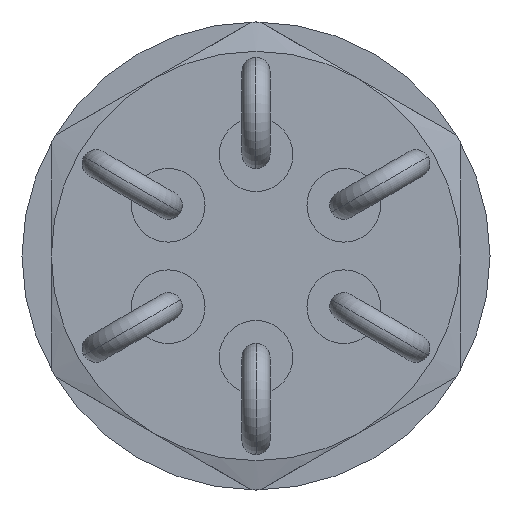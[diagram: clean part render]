
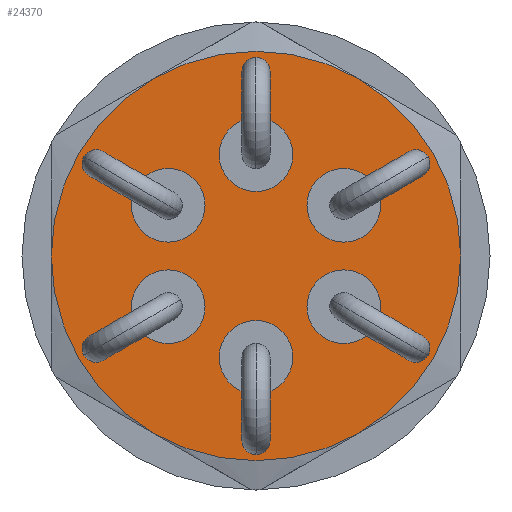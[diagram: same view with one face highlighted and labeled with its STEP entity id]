
A CAD part, front view. The second image highlights one B-rep face of the part: STEP entity #24370.
In plain terms, the highlighted planar face has unit normal (0, -1, 0).
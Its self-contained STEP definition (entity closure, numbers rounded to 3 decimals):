
#19600=CARTESIAN_POINT('',(-2.778,-4.5,4.811));
#19610=VERTEX_POINT('',#19600);
#21450=CARTESIAN_POINT('',(-5.555,-4.5,0.));
#21460=VERTEX_POINT('',#21450);
#22840=CARTESIAN_POINT('',(2.777,-4.5,4.811));
#22850=VERTEX_POINT('',#22840);
#23170=CARTESIAN_POINT('',(0.,-4.5,0.));
#23180=DIRECTION('',(0.,-1.,0.));
#23190=DIRECTION('',(1.,0.,0.));
#23200=AXIS2_PLACEMENT_3D('',#23170,#23180,#23190);
#23210=PLANE('',#23200);
#23220=CARTESIAN_POINT('',(-2.382,-4.5,-1.375));
#23230=DIRECTION('',(0.,1.,0.));
#23240=DIRECTION('',(0.866,0.,0.5));
#23250=AXIS2_PLACEMENT_3D('',#23220,#23230,#23240);
#23260=CIRCLE('',#23250,1.);
#23270=CARTESIAN_POINT('',(-1.516,-4.5,-0.875));
#23280=VERTEX_POINT('',#23270);
#23290=CARTESIAN_POINT('',(-3.248,-4.5,-1.875));
#23300=VERTEX_POINT('',#23290);
#23310=EDGE_CURVE('',#23280,#23300,#23260,.T.);
#23320=ORIENTED_EDGE('',*,*,#23310,.T.);
#23330=EDGE_CURVE('',#23300,#23280,#23260,.T.);
#23340=ORIENTED_EDGE('',*,*,#23330,.T.);
#23350=EDGE_LOOP('',(#23340,#23320));
#23360=FACE_BOUND('',#23350,.T.);
#23370=CARTESIAN_POINT('',(-2.382,-4.5,1.375));
#23380=DIRECTION('',(0.,1.,0.));
#23390=DIRECTION('',(0.866,0.,-0.5));
#23400=AXIS2_PLACEMENT_3D('',#23370,#23380,#23390);
#23410=CIRCLE('',#23400,1.);
#23420=CARTESIAN_POINT('',(-1.516,-4.5,0.875));
#23430=VERTEX_POINT('',#23420);
#23440=CARTESIAN_POINT('',(-3.248,-4.5,1.875));
#23450=VERTEX_POINT('',#23440);
#23460=EDGE_CURVE('',#23430,#23450,#23410,.T.);
#23470=ORIENTED_EDGE('',*,*,#23460,.T.);
#23480=EDGE_CURVE('',#23450,#23430,#23410,.T.);
#23490=ORIENTED_EDGE('',*,*,#23480,.T.);
#23500=EDGE_LOOP('',(#23490,#23470));
#23510=FACE_BOUND('',#23500,.T.);
#23520=CARTESIAN_POINT('',(0.,-4.5,2.75));
#23530=DIRECTION('',(0.,1.,0.));
#23540=DIRECTION('',(0.,0.,-1.));
#23550=AXIS2_PLACEMENT_3D('',#23520,#23530,#23540);
#23560=CIRCLE('',#23550,1.);
#23570=CARTESIAN_POINT('',(0.,-4.5,1.75));
#23580=VERTEX_POINT('',#23570);
#23590=CARTESIAN_POINT('',(0.,-4.5,3.75));
#23600=VERTEX_POINT('',#23590);
#23610=EDGE_CURVE('',#23580,#23600,#23560,.T.);
#23620=ORIENTED_EDGE('',*,*,#23610,.T.);
#23630=EDGE_CURVE('',#23600,#23580,#23560,.T.);
#23640=ORIENTED_EDGE('',*,*,#23630,.T.);
#23650=EDGE_LOOP('',(#23640,#23620));
#23660=FACE_BOUND('',#23650,.T.);
#23670=CARTESIAN_POINT('',(2.382,-4.5,1.375));
#23680=DIRECTION('',(0.,1.,0.));
#23690=DIRECTION('',(-0.866,0.,-0.5));
#23700=AXIS2_PLACEMENT_3D('',#23670,#23680,#23690);
#23710=CIRCLE('',#23700,1.);
#23720=CARTESIAN_POINT('',(1.516,-4.5,0.875));
#23730=VERTEX_POINT('',#23720);
#23740=CARTESIAN_POINT('',(3.248,-4.5,1.875));
#23750=VERTEX_POINT('',#23740);
#23760=EDGE_CURVE('',#23730,#23750,#23710,.T.);
#23770=ORIENTED_EDGE('',*,*,#23760,.T.);
#23780=EDGE_CURVE('',#23750,#23730,#23710,.T.);
#23790=ORIENTED_EDGE('',*,*,#23780,.T.);
#23800=EDGE_LOOP('',(#23790,#23770));
#23810=FACE_BOUND('',#23800,.T.);
#23820=CARTESIAN_POINT('',(2.382,-4.5,-1.375));
#23830=DIRECTION('',(0.,1.,0.));
#23840=DIRECTION('',(-0.866,0.,0.5));
#23850=AXIS2_PLACEMENT_3D('',#23820,#23830,#23840);
#23860=CIRCLE('',#23850,1.);
#23870=CARTESIAN_POINT('',(1.516,-4.5,-0.875));
#23880=VERTEX_POINT('',#23870);
#23890=CARTESIAN_POINT('',(3.248,-4.5,-1.875));
#23900=VERTEX_POINT('',#23890);
#23910=EDGE_CURVE('',#23880,#23900,#23860,.T.);
#23920=ORIENTED_EDGE('',*,*,#23910,.T.);
#23930=EDGE_CURVE('',#23900,#23880,#23860,.T.);
#23940=ORIENTED_EDGE('',*,*,#23930,.T.);
#23950=EDGE_LOOP('',(#23940,#23920));
#23960=FACE_BOUND('',#23950,.T.);
#23970=CARTESIAN_POINT('',(0.,-4.5,-2.75));
#23980=DIRECTION('',(0.,1.,0.));
#23990=DIRECTION('',(0.,0.,1.));
#24000=AXIS2_PLACEMENT_3D('',#23970,#23980,#23990);
#24010=CIRCLE('',#24000,1.);
#24020=CARTESIAN_POINT('',(0.,-4.5,-1.75));
#24030=VERTEX_POINT('',#24020);
#24040=CARTESIAN_POINT('',(0.,-4.5,-3.75));
#24050=VERTEX_POINT('',#24040);
#24060=EDGE_CURVE('',#24030,#24050,#24010,.T.);
#24070=ORIENTED_EDGE('',*,*,#24060,.T.);
#24080=EDGE_CURVE('',#24050,#24030,#24010,.T.);
#24090=ORIENTED_EDGE('',*,*,#24080,.T.);
#24100=EDGE_LOOP('',(#24090,#24070));
#24110=FACE_BOUND('',#24100,.T.);
#24120=CARTESIAN_POINT('',(0.,-4.5,0.));
#24130=DIRECTION('',(0.,1.,0.));
#24140=DIRECTION('',(1.,0.,0.));
#24150=AXIS2_PLACEMENT_3D('',#24120,#24130,#24140);
#24160=CIRCLE('',#24150,5.555);
#24170=CARTESIAN_POINT('',(-2.778,-4.5,-4.811));
#24180=VERTEX_POINT('',#24170);
#24190=EDGE_CURVE('',#24180,#21460,#24160,.T.);
#24200=ORIENTED_EDGE('',*,*,#24190,.F.);
#24210=EDGE_CURVE('',#21460,#19610,#24160,.T.);
#24220=ORIENTED_EDGE('',*,*,#24210,.F.);
#24230=EDGE_CURVE('',#19610,#22850,#24160,.T.);
#24240=ORIENTED_EDGE('',*,*,#24230,.F.);
#24250=CARTESIAN_POINT('',(5.555,-4.5,0.));
#24260=VERTEX_POINT('',#24250);
#24270=EDGE_CURVE('',#22850,#24260,#24160,.T.);
#24280=ORIENTED_EDGE('',*,*,#24270,.F.);
#24290=CARTESIAN_POINT('',(2.778,-4.5,-4.811));
#24300=VERTEX_POINT('',#24290);
#24310=EDGE_CURVE('',#24260,#24300,#24160,.T.);
#24320=ORIENTED_EDGE('',*,*,#24310,.F.);
#24330=EDGE_CURVE('',#24300,#24180,#24160,.T.);
#24340=ORIENTED_EDGE('',*,*,#24330,.F.);
#24350=EDGE_LOOP('',(#24340,#24320,#24280,#24240,#24220,#24200));
#24360=FACE_OUTER_BOUND('',#24350,.T.);
#24370=ADVANCED_FACE('',(#23360,#23510,#23660,#23810,#23960,#24110,
#24360),#23210,.T.);
